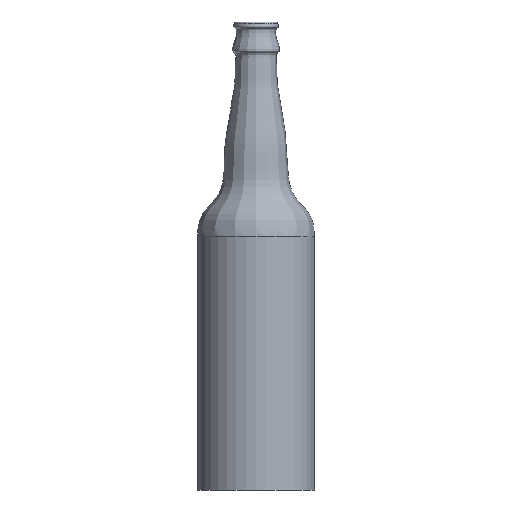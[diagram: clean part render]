
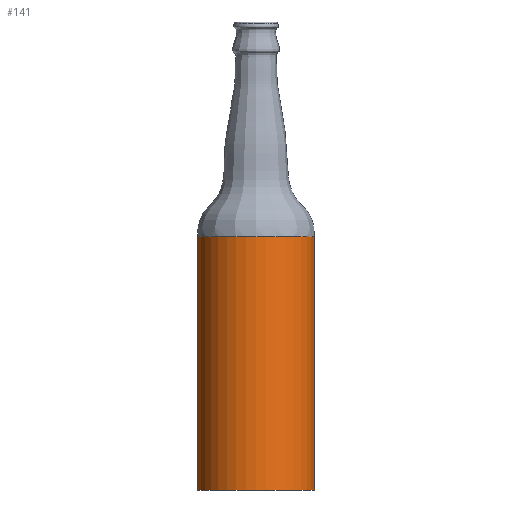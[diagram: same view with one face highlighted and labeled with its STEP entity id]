
A CAD part, front view. The second image highlights one B-rep face of the part: STEP entity #141.
In plain terms, the highlighted cylindrical face has radius 30 mm (diameter 60 mm), a full revolution.
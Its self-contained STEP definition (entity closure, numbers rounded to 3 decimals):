
#16=LINE('',#2629,#18);
#18=VECTOR('',#189,30.);
#20=CYLINDRICAL_SURFACE('',#165,30.);
#39=FACE_OUTER_BOUND('',#50,.T.);
#50=EDGE_LOOP('',(#126,#127,#128,#129,#130));
#62=CIRCLE('',#157,30.);
#63=CIRCLE('',#158,30.);
#65=CIRCLE('',#164,30.);
#68=VERTEX_POINT('',#898);
#69=VERTEX_POINT('',#964);
#76=VERTEX_POINT('',#2626);
#81=EDGE_CURVE('',#68,#69,#62,.T.);
#82=EDGE_CURVE('',#69,#68,#63,.T.);
#93=EDGE_CURVE('',#76,#76,#65,.T.);
#94=EDGE_CURVE('',#69,#76,#16,.T.);
#126=ORIENTED_EDGE('',*,*,#81,.F.);
#127=ORIENTED_EDGE('',*,*,#82,.F.);
#128=ORIENTED_EDGE('',*,*,#94,.T.);
#129=ORIENTED_EDGE('',*,*,#93,.T.);
#130=ORIENTED_EDGE('',*,*,#94,.F.);
#141=ADVANCED_FACE('',(#39),#20,.T.);
#157=AXIS2_PLACEMENT_3D('',#965,#170,#171);
#158=AXIS2_PLACEMENT_3D('',#966,#172,#173);
#164=AXIS2_PLACEMENT_3D('',#2627,#185,#186);
#165=AXIS2_PLACEMENT_3D('',#2628,#187,#188);
#170=DIRECTION('center_axis',(0.,0.,1.));
#171=DIRECTION('ref_axis',(1.,0.,0.));
#172=DIRECTION('center_axis',(0.,0.,1.));
#173=DIRECTION('ref_axis',(1.,0.,0.));
#185=DIRECTION('center_axis',(0.,0.,1.));
#186=DIRECTION('ref_axis',(1.,0.,0.));
#187=DIRECTION('center_axis',(0.,0.,1.));
#188=DIRECTION('ref_axis',(1.,0.,0.));
#189=DIRECTION('',(0.,0.,-1.));
#898=CARTESIAN_POINT('',(30.,0.,130.));
#964=CARTESIAN_POINT('',(-30.,0.,130.));
#965=CARTESIAN_POINT('Origin',(0.,0.,130.));
#966=CARTESIAN_POINT('Origin',(0.,0.,130.));
#2626=CARTESIAN_POINT('',(-30.,0.,0.));
#2627=CARTESIAN_POINT('Origin',(0.,0.,0.));
#2628=CARTESIAN_POINT('Origin',(0.,0.,65.));
#2629=CARTESIAN_POINT('',(-30.,0.,65.));
